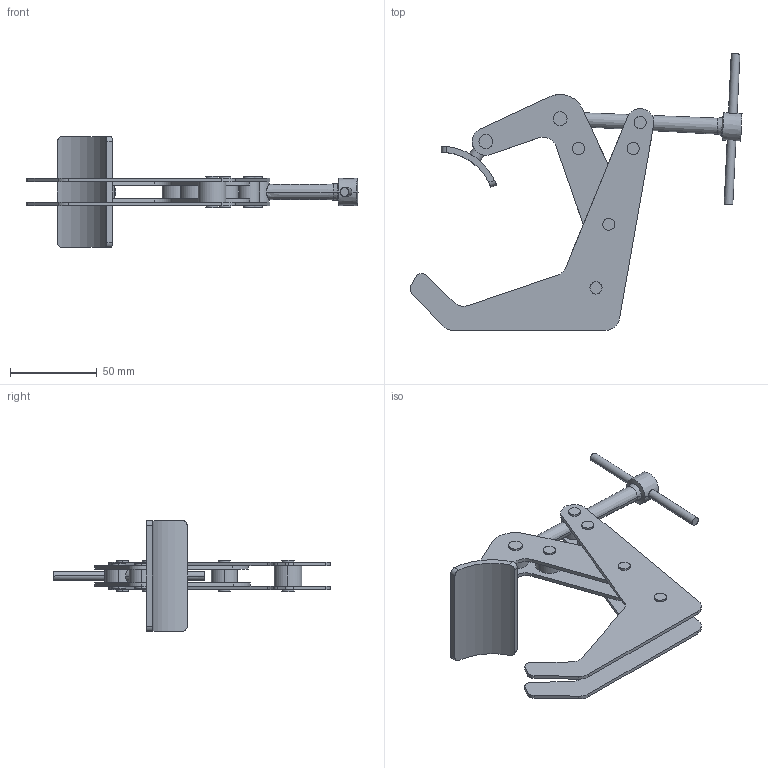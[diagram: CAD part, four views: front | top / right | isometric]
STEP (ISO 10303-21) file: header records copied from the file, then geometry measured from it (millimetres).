
FILE_DESCRIPTION (( 'STEP AP203' ), '1' );
FILE_NAME ('3D_GD5305_188687100.STEP', '2024-10-07T10:11:39', ( '' ), ( '' ), 'SwSTEP 2.0', 'SolidWorks 2024', '' );
FILE_SCHEMA (( 'CONFIG_CONTROL_DESIGN' ));
Length unit declared in the file: millimetre
Products named in the file (1): 3D_GD5305_188687100
Bounding box: 191.71 x 159.75 x 64 mm (x, y, z)
Volume: 65434.3 mm3; surface area: 47831.7 mm2
Topology: 6 solids, 6 shells, 166 faces, 403 edges, 264 vertices
Faces by surface type: cylinder 94, plane 62, cone 10
Entity records: 5670 total; most frequent: CARTESIAN_POINT 1560, DIRECTION 881, ORIENTED_EDGE 806, EDGE_CURVE 403, AXIS2_PLACEMENT_3D 345, VERTEX_POINT 264, EDGE_LOOP 197, VECTOR 191
